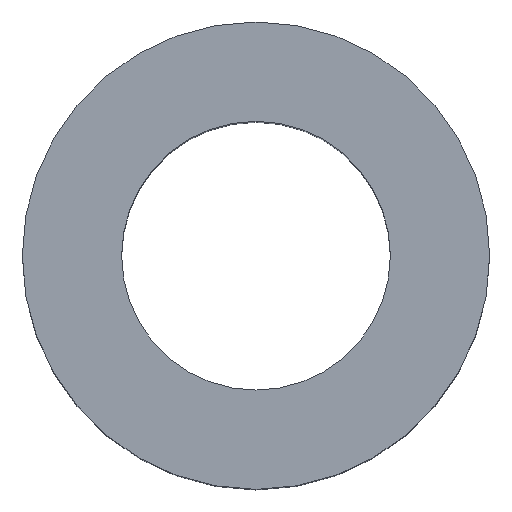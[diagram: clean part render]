
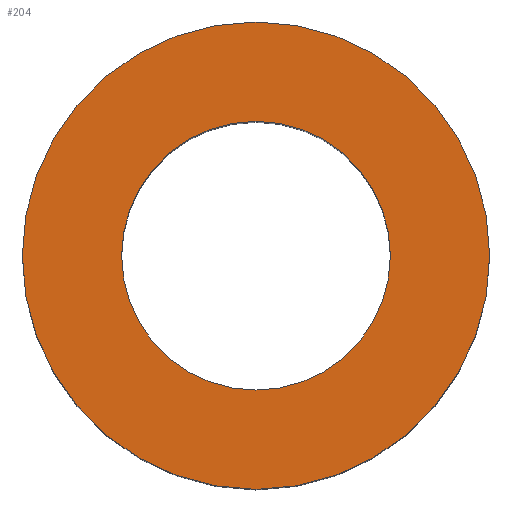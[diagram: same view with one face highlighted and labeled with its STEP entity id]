
A CAD part, top view. The second image highlights one B-rep face of the part: STEP entity #204.
In plain terms, the highlighted planar face has unit normal (0, 0, 1).
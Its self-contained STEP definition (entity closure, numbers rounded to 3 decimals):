
#6 = CARTESIAN_POINT ( 'NONE',  ( 10., 0., 15. ) ) ;
#15 = VERTEX_POINT ( 'NONE', #23 ) ;
#23 = CARTESIAN_POINT ( 'NONE',  ( -5.75, 0., 15. ) ) ;
#33 = EDGE_CURVE ( 'NONE', #139, #324, #276, .T. ) ;
#42 = VERTEX_POINT ( 'NONE', #124 ) ;
#45 = CARTESIAN_POINT ( 'NONE',  ( -10., 0., 15. ) ) ;
#63 = PLANE ( 'NONE',  #107 ) ;
#81 = DIRECTION ( 'NONE',  ( 1., 0., 0. ) ) ;
#91 = ORIENTED_EDGE ( 'NONE', *, *, #100, .T. ) ;
#100 = EDGE_CURVE ( 'NONE', #324, #139, #304, .T. ) ;
#103 = AXIS2_PLACEMENT_3D ( 'NONE', #149, #177, #202 ) ;
#105 = CARTESIAN_POINT ( 'NONE',  ( 0., 0., 15. ) ) ;
#107 = AXIS2_PLACEMENT_3D ( 'NONE', #232, #309, #306 ) ;
#114 = ORIENTED_EDGE ( 'NONE', *, *, #307, .F. ) ;
#124 = CARTESIAN_POINT ( 'NONE',  ( 5.75, 0., 15. ) ) ;
#126 = CIRCLE ( 'NONE', #174, 5.75 ) ;
#130 = DIRECTION ( 'NONE',  ( 1., 0., 0. ) ) ;
#131 = DIRECTION ( 'NONE',  ( 0., 0., 1. ) ) ;
#139 = VERTEX_POINT ( 'NONE', #6 ) ;
#149 = CARTESIAN_POINT ( 'NONE',  ( 0., 0., 15. ) ) ;
#163 = DIRECTION ( 'NONE',  ( 0., 0., 1. ) ) ;
#174 = AXIS2_PLACEMENT_3D ( 'NONE', #105, #131, #81 ) ;
#176 = DIRECTION ( 'NONE',  ( 1., 0., 0. ) ) ;
#177 = DIRECTION ( 'NONE',  ( 0., 0., 1. ) ) ;
#183 = DIRECTION ( 'NONE',  ( 0., 0., 1. ) ) ;
#188 = ORIENTED_EDGE ( 'NONE', *, *, #271, .F. ) ;
#202 = DIRECTION ( 'NONE',  ( 1., 0., 0. ) ) ;
#204 = ADVANCED_FACE ( 'NONE', ( #227, #286 ), #63, .T. ) ;
#209 = CARTESIAN_POINT ( 'NONE',  ( 0., 0., 15. ) ) ;
#227 = FACE_BOUND ( 'NONE', #264, .T. ) ;
#232 = CARTESIAN_POINT ( 'NONE',  ( 0., 0., 15. ) ) ;
#240 = EDGE_LOOP ( 'NONE', ( #91, #321 ) ) ;
#261 = AXIS2_PLACEMENT_3D ( 'NONE', #296, #163, #176 ) ;
#264 = EDGE_LOOP ( 'NONE', ( #114, #188 ) ) ;
#271 = EDGE_CURVE ( 'NONE', #15, #42, #126, .T. ) ;
#276 = CIRCLE ( 'NONE', #103, 10. ) ;
#286 = FACE_OUTER_BOUND ( 'NONE', #240, .T. ) ;
#287 = CIRCLE ( 'NONE', #261, 5.75 ) ;
#296 = CARTESIAN_POINT ( 'NONE',  ( 0., 0., 15. ) ) ;
#304 = CIRCLE ( 'NONE', #308, 10. ) ;
#306 = DIRECTION ( 'NONE',  ( 1., 0., 0. ) ) ;
#307 = EDGE_CURVE ( 'NONE', #42, #15, #287, .T. ) ;
#308 = AXIS2_PLACEMENT_3D ( 'NONE', #209, #183, #130 ) ;
#309 = DIRECTION ( 'NONE',  ( 0., 0., 1. ) ) ;
#321 = ORIENTED_EDGE ( 'NONE', *, *, #33, .T. ) ;
#324 = VERTEX_POINT ( 'NONE', #45 ) ;
